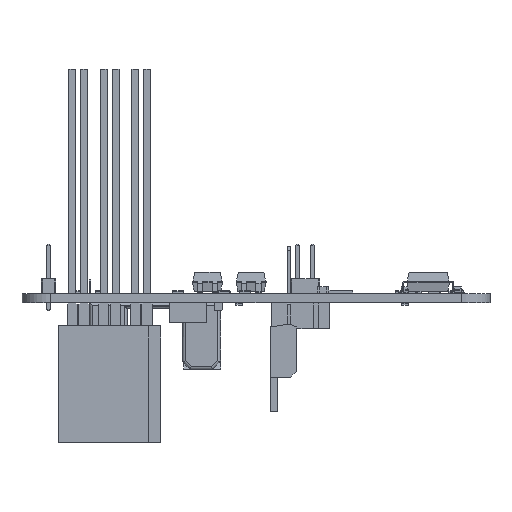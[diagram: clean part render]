
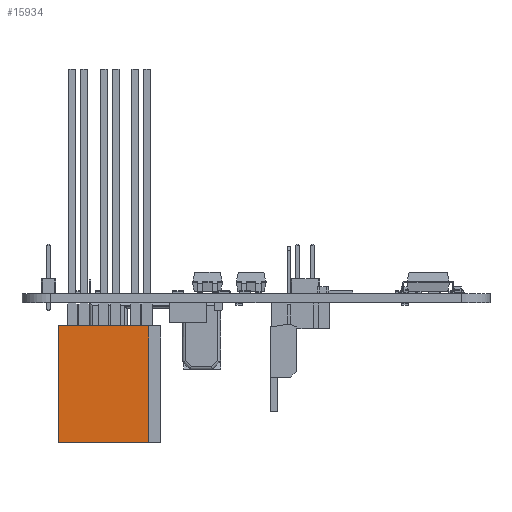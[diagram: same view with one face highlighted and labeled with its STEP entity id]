
A CAD part, front view. The second image highlights one B-rep face of the part: STEP entity #15934.
In plain terms, the highlighted face is planar.
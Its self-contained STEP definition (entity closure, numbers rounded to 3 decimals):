
#15798 = VERTEX_POINT('',#15799);
#15799 = CARTESIAN_POINT('',(0.,5.31,0.));
#15805 = EDGE_CURVE('',#15798,#15806,#15808,.T.);
#15806 = VERTEX_POINT('',#15807);
#15807 = CARTESIAN_POINT('',(0.,5.31,20.205));
#15808 = LINE('',#15809,#15810);
#15809 = CARTESIAN_POINT('',(0.,5.31,0.));
#15810 = VECTOR('',#15811,1.);
#15811 = DIRECTION('',(0.,0.,1.));
#15893 = VERTEX_POINT('',#15894);
#15894 = CARTESIAN_POINT('',(15.58,5.31,0.));
#15900 = EDGE_CURVE('',#15798,#15893,#15901,.T.);
#15901 = LINE('',#15902,#15903);
#15902 = CARTESIAN_POINT('',(0.,5.31,0.));
#15903 = VECTOR('',#15904,1.);
#15904 = DIRECTION('',(1.,0.,0.));
#15917 = VERTEX_POINT('',#15918);
#15918 = CARTESIAN_POINT('',(15.58,5.31,20.205));
#15924 = EDGE_CURVE('',#15806,#15917,#15925,.T.);
#15925 = LINE('',#15926,#15927);
#15926 = CARTESIAN_POINT('',(0.,5.31,20.205));
#15927 = VECTOR('',#15928,1.);
#15928 = DIRECTION('',(1.,0.,0.));
#15934 = ADVANCED_FACE('',(#15935),#15946,.T.);
#15935 = FACE_BOUND('',#15936,.T.);
#15936 = EDGE_LOOP('',(#15937,#15938,#15939,#15940));
#15937 = ORIENTED_EDGE('',*,*,#15900,.F.);
#15938 = ORIENTED_EDGE('',*,*,#15805,.T.);
#15939 = ORIENTED_EDGE('',*,*,#15924,.T.);
#15940 = ORIENTED_EDGE('',*,*,#15941,.F.);
#15941 = EDGE_CURVE('',#15893,#15917,#15942,.T.);
#15942 = LINE('',#15943,#15944);
#15943 = CARTESIAN_POINT('',(15.58,5.31,0.));
#15944 = VECTOR('',#15945,1.);
#15945 = DIRECTION('',(0.,0.,1.));
#15946 = PLANE('',#15947);
#15947 = AXIS2_PLACEMENT_3D('',#15948,#15949,#15950);
#15948 = CARTESIAN_POINT('',(0.,5.31,0.));
#15949 = DIRECTION('',(0.,1.,0.));
#15950 = DIRECTION('',(0.,-0.,1.));
